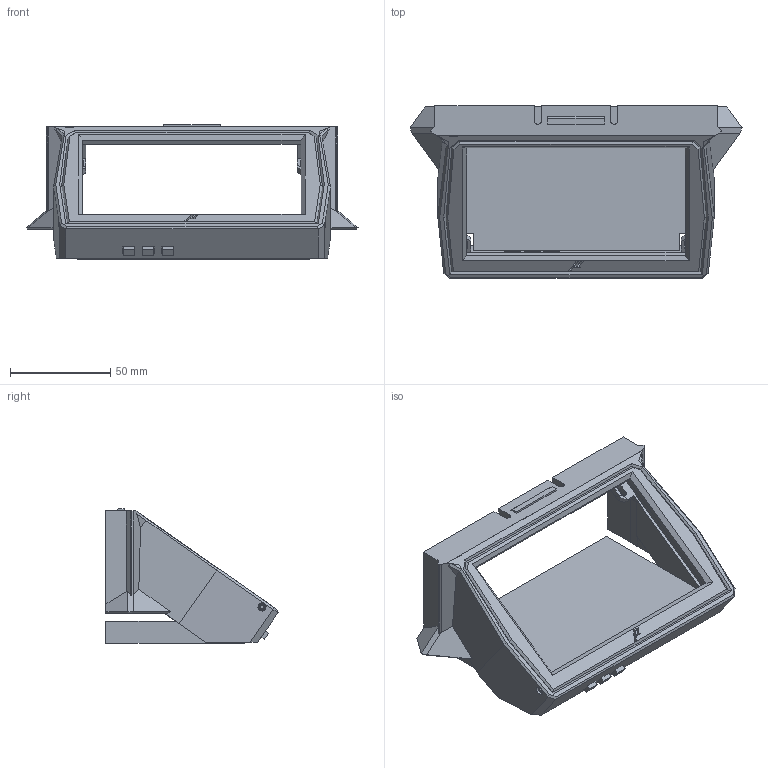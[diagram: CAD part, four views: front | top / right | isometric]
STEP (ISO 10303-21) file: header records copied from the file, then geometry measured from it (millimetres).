
FILE_DESCRIPTION(/* description */ (''),/* implementation_level */ '2;1');
FILE_NAME(/* name */ 'BTT5Mount v15.step',/* time_stamp */ '2025-03-31T07:59:44-07:00',/* author */ (''),/* organization */ (''),/* preprocessor_version */ 'ST-DEVELOPER v20.1',/* originating_system */ 'Autodesk Translation Framework v14.4.0.0',/* authorisation */ '');
FILE_SCHEMA (('AUTOMOTIVE_DESIGN { 1 0 10303 214 3 1 1 }'));
Length unit declared in the file: millimetre
Products named in the file (7): BTT5Mount; Mount-SeperateButtons; Buttons; Bezel; Mount; Hardware; M3 Threaded Insert_1
Assembly tree (7 placements, depth 4):
  BTT5Mount
    Mount-SeperateButtons
      Buttons
      Bezel
      Mount
      Hardware
        M3 Threaded Insert_1  x2
Bounding box: 165.65 x 85.89 x 66.95 mm (x, y, z)
Volume: 184784.2 mm3; surface area: 61855.5 mm2
Topology: 8 solids, 9 shells, 626 faces, 1716 edges, 1126 vertices
Faces by surface type: plane 339, bspline 156, cylinder 101, cone 30
Full cylindrical faces by diameter (mm): 1.8 x2, 2.4 x2, 2.8 x2, 2.9 x2, 4 x2, 4.1 x2, 4.25 x4, 4.7 x2
Entity records: 20594 total; most frequent: CARTESIAN_POINT 8144, ORIENTED_EDGE 2698, DIRECTION 2274, EDGE_CURVE 1349, LINE 954, VECTOR 954, VERTEX_POINT 882, AXIS2_PLACEMENT_3D 660
